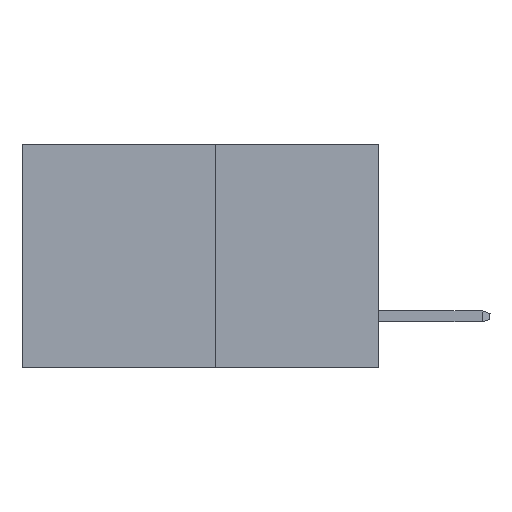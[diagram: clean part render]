
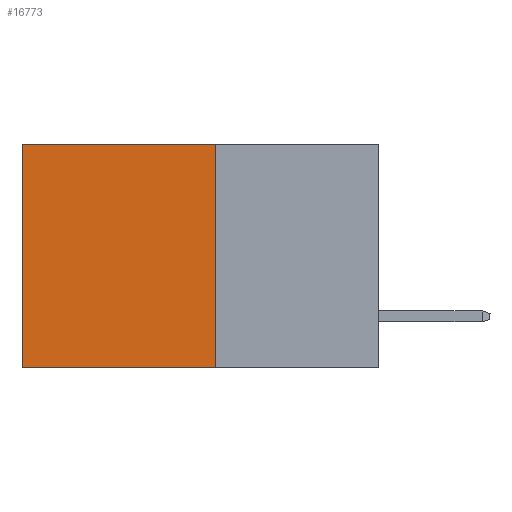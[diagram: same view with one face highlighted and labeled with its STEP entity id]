
A CAD part, left-side view. The second image highlights one B-rep face of the part: STEP entity #16773.
In plain terms, the highlighted planar face has unit normal (-1, 0, 0).
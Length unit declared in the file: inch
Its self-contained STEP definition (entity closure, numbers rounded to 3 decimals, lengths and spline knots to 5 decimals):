
#34 = EDGE_LOOP ( 'NONE', ( #10481, #8566, #9740, #15446 ) ) ;
#362 = CARTESIAN_POINT ( 'NONE',  ( 0.277, 0.27, -0.37 ) ) ;
#416 = CARTESIAN_POINT ( 'NONE',  ( 0.277, 0.27, -0.37 ) ) ;
#887 = VERTEX_POINT ( 'NONE', #16373 ) ;
#2832 = CARTESIAN_POINT ( 'NONE',  ( 0.277, 0.27, 0. ) ) ;
#3383 = VECTOR ( 'NONE', #11005, 39.37008 ) ;
#3690 = DIRECTION ( 'NONE',  ( 0., 0., -1. ) ) ;
#3982 = VERTEX_POINT ( 'NONE', #362 ) ;
#4389 = VECTOR ( 'NONE', #4806, 39.37008 ) ;
#4402 = CARTESIAN_POINT ( 'NONE',  ( 0.277, 0.59, -0.37 ) ) ;
#4560 = LINE ( 'NONE', #4402, #14809 ) ;
#4666 = AXIS2_PLACEMENT_3D ( 'NONE', #17281, #12838, #3690 ) ;
#4806 = DIRECTION ( 'NONE',  ( 0., 0., -1. ) ) ;
#4878 = LINE ( 'NONE', #12408, #4389 ) ;
#5823 = CARTESIAN_POINT ( 'NONE',  ( 0.277, 0.59, -0.37 ) ) ;
#8189 = PLANE ( 'NONE',  #4666 ) ;
#8566 = ORIENTED_EDGE ( 'NONE', *, *, #12698, .F. ) ;
#9740 = ORIENTED_EDGE ( 'NONE', *, *, #11277, .F. ) ;
#9862 = VECTOR ( 'NONE', #15002, 39.37008 ) ;
#10348 = LINE ( 'NONE', #2832, #9862 ) ;
#10481 = ORIENTED_EDGE ( 'NONE', *, *, #17123, .T. ) ;
#11005 = DIRECTION ( 'NONE',  ( 0., 1., 0. ) ) ;
#11277 = EDGE_CURVE ( 'NONE', #15304, #3982, #4878, .T. ) ;
#12002 = DIRECTION ( 'NONE',  ( 0., 0., -1. ) ) ;
#12408 = CARTESIAN_POINT ( 'NONE',  ( 0.277, 0.27, -0.37 ) ) ;
#12698 = EDGE_CURVE ( 'NONE', #3982, #14454, #18534, .T. ) ;
#12838 = DIRECTION ( 'NONE',  ( 1., 0., 0. ) ) ;
#14454 = VERTEX_POINT ( 'NONE', #5823 ) ;
#14809 = VECTOR ( 'NONE', #12002, 39.37008 ) ;
#15002 = DIRECTION ( 'NONE',  ( 0., 1., 0. ) ) ;
#15095 = EDGE_CURVE ( 'NONE', #15304, #887, #10348, .T. ) ;
#15304 = VERTEX_POINT ( 'NONE', #16921 ) ;
#15446 = ORIENTED_EDGE ( 'NONE', *, *, #15095, .T. ) ;
#16373 = CARTESIAN_POINT ( 'NONE',  ( 0.277, 0.59, 0. ) ) ;
#16773 = ADVANCED_FACE ( 'NONE', ( #17382 ), #8189, .F. ) ;
#16921 = CARTESIAN_POINT ( 'NONE',  ( 0.277, 0.27, 0. ) ) ;
#17123 = EDGE_CURVE ( 'NONE', #887, #14454, #4560, .T. ) ;
#17281 = CARTESIAN_POINT ( 'NONE',  ( 0.277, 0.27, -0.37 ) ) ;
#17382 = FACE_OUTER_BOUND ( 'NONE', #34, .T. ) ;
#18534 = LINE ( 'NONE', #416, #3383 ) ;
